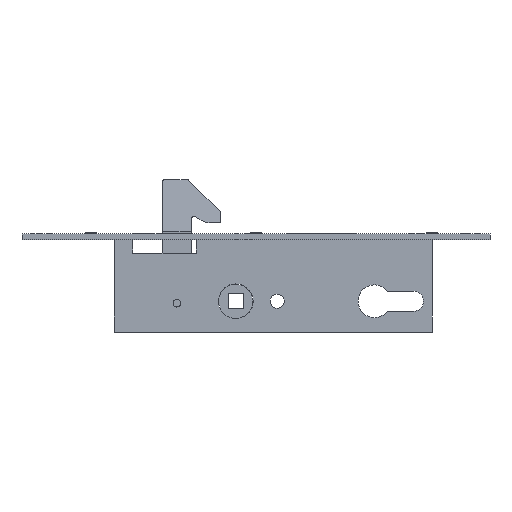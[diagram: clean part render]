
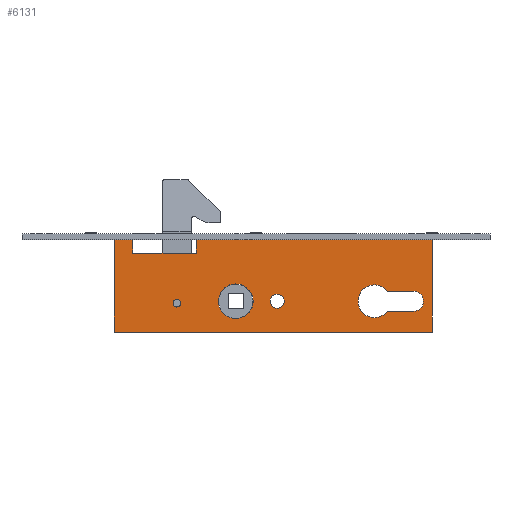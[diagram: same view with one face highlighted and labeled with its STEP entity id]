
A CAD part, left-side view. The second image highlights one B-rep face of the part: STEP entity #6131.
In plain terms, the highlighted planar face has unit normal (-1, 0, 0).
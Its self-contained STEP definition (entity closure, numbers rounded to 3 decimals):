
#44 = AXIS2_PLACEMENT_3D ( 'NONE', #3935, #6949, #1074 ) ;
#64 = AXIS2_PLACEMENT_3D ( 'NONE', #8607, #4567, #9596 ) ;
#204 = EDGE_CURVE ( 'NONE', #6002, #9366, #8991, .T. ) ;
#246 = CARTESIAN_POINT ( 'NONE',  ( -7.25, 195., -37.25 ) ) ;
#266 = CARTESIAN_POINT ( 'NONE',  ( -7.25, 195., -48. ) ) ;
#325 = VERTEX_POINT ( 'NONE', #6034 ) ;
#374 = VECTOR ( 'NONE', #3079, 1000. ) ;
#461 = LINE ( 'NONE', #10387, #1095 ) ;
#644 = DIRECTION ( 'NONE',  ( 0., 1., 0. ) ) ;
#757 = ORIENTED_EDGE ( 'NONE', *, *, #12585, .T. ) ;
#913 = CIRCLE ( 'NONE', #4629, 8.5 ) ;
#984 = EDGE_CURVE ( 'NONE', #3305, #9804, #11756, .T. ) ;
#1002 = ORIENTED_EDGE ( 'NONE', *, *, #6358, .T. ) ;
#1008 = CARTESIAN_POINT ( 'NONE',  ( -7.25, 195., -48. ) ) ;
#1031 = ORIENTED_EDGE ( 'NONE', *, *, #1352, .F. ) ;
#1074 = DIRECTION ( 'NONE',  ( 0., 1., 0. ) ) ;
#1095 = VECTOR ( 'NONE', #5574, 1000. ) ;
#1211 = VERTEX_POINT ( 'NONE', #8776 ) ;
#1244 = LINE ( 'NONE', #1548, #11411 ) ;
#1352 = EDGE_CURVE ( 'NONE', #2633, #5066, #12684, .T. ) ;
#1548 = CARTESIAN_POINT ( 'NONE',  ( -7.25, 195., 0. ) ) ;
#1610 = EDGE_CURVE ( 'NONE', #9804, #6669, #10043, .T. ) ;
#1655 = ORIENTED_EDGE ( 'NONE', *, *, #3767, .T. ) ;
#1658 = EDGE_LOOP ( 'NONE', ( #757, #7565, #6142, #7255 ) ) ;
#1751 = DIRECTION ( 'NONE',  ( 0., 1., 0. ) ) ;
#1975 = DIRECTION ( 'NONE',  ( 0., 1., 0. ) ) ;
#2020 = EDGE_CURVE ( 'NONE', #4118, #1211, #8042, .T. ) ;
#2045 = VECTOR ( 'NONE', #4720, 1000. ) ;
#2089 = VERTEX_POINT ( 'NONE', #5878 ) ;
#2201 = AXIS2_PLACEMENT_3D ( 'NONE', #3121, #6136, #5053 ) ;
#2405 = EDGE_CURVE ( 'NONE', #9366, #8727, #461, .T. ) ;
#2459 = CARTESIAN_POINT ( 'NONE',  ( -7.25, 39.75, -26.75 ) ) ;
#2555 = EDGE_LOOP ( 'NONE', ( #3568 ) ) ;
#2633 = VERTEX_POINT ( 'NONE', #1008 ) ;
#2792 = CARTESIAN_POINT ( 'NONE',  ( -7.25, 30., -48. ) ) ;
#2875 = LINE ( 'NONE', #246, #374 ) ;
#3079 = DIRECTION ( 'NONE',  ( 0., 1., 0. ) ) ;
#3082 = VECTOR ( 'NONE', #7830, 1000. ) ;
#3121 = CARTESIAN_POINT ( 'NONE',  ( -7.25, 132., -32. ) ) ;
#3141 = ORIENTED_EDGE ( 'NONE', *, *, #8087, .F. ) ;
#3220 = CARTESIAN_POINT ( 'NONE',  ( -7.25, 195., 0. ) ) ;
#3277 = DIRECTION ( 'NONE',  ( 0., 1., 0. ) ) ;
#3305 = VERTEX_POINT ( 'NONE', #2792 ) ;
#3308 = VECTOR ( 'NONE', #12410, 1000. ) ;
#3377 = FACE_BOUND ( 'NONE', #7053, .T. ) ;
#3567 = EDGE_CURVE ( 'NONE', #2089, #325, #913, .T. ) ;
#3568 = ORIENTED_EDGE ( 'NONE', *, *, #11137, .T. ) ;
#3621 = PLANE ( 'NONE',  #64 ) ;
#3767 = EDGE_CURVE ( 'NONE', #8727, #5066, #1244, .T. ) ;
#3823 = AXIS2_PLACEMENT_3D ( 'NONE', #7611, #9553, #6623 ) ;
#3935 = CARTESIAN_POINT ( 'NONE',  ( -7.25, 39.75, -32. ) ) ;
#3978 = FACE_BOUND ( 'NONE', #2555, .T. ) ;
#4118 = VERTEX_POINT ( 'NONE', #2459 ) ;
#4314 = CIRCLE ( 'NONE', #2201, 9. ) ;
#4328 = ORIENTED_EDGE ( 'NONE', *, *, #984, .T. ) ;
#4567 = DIRECTION ( 'NONE',  ( 1., 0., 0. ) ) ;
#4629 = AXIS2_PLACEMENT_3D ( 'NONE', #9882, #9796, #1975 ) ;
#4720 = DIRECTION ( 'NONE',  ( 0., 0., 1. ) ) ;
#4833 = EDGE_LOOP ( 'NONE', ( #7325 ) ) ;
#4866 = LINE ( 'NONE', #266, #10554 ) ;
#4921 = CIRCLE ( 'NONE', #3823, 2. ) ;
#5053 = DIRECTION ( 'NONE',  ( 0., 1., 0. ) ) ;
#5066 = VERTEX_POINT ( 'NONE', #6665 ) ;
#5439 = EDGE_CURVE ( 'NONE', #6669, #6002, #6752, .T. ) ;
#5547 = CARTESIAN_POINT ( 'NONE',  ( -7.25, 195., -26.75 ) ) ;
#5560 = DIRECTION ( 'NONE',  ( 0., 0., 1. ) ) ;
#5574 = DIRECTION ( 'NONE',  ( 0., 0., 1. ) ) ;
#5710 = CARTESIAN_POINT ( 'NONE',  ( -7.25, 195., -48. ) ) ;
#5774 = ORIENTED_EDGE ( 'NONE', *, *, #204, .T. ) ;
#5878 = CARTESIAN_POINT ( 'NONE',  ( -7.25, 53.315, -37.25 ) ) ;
#6002 = VERTEX_POINT ( 'NONE', #6667 ) ;
#6027 = CARTESIAN_POINT ( 'NONE',  ( -7.25, 152.5, 0. ) ) ;
#6034 = CARTESIAN_POINT ( 'NONE',  ( -7.25, 53.315, -26.75 ) ) ;
#6131 = ADVANCED_FACE ( 'NONE', ( #3978, #8146, #12469, #3377, #11373 ), #3621, .F. ) ;
#6136 = DIRECTION ( 'NONE',  ( 1., 0., 0. ) ) ;
#6142 = ORIENTED_EDGE ( 'NONE', *, *, #9613, .T. ) ;
#6221 = VECTOR ( 'NONE', #5560, 1000. ) ;
#6358 = EDGE_CURVE ( 'NONE', #9678, #9678, #6889, .T. ) ;
#6407 = CARTESIAN_POINT ( 'NONE',  ( -7.25, 110.5, -32. ) ) ;
#6476 = CARTESIAN_POINT ( 'NONE',  ( -7.25, 30., 0. ) ) ;
#6623 = DIRECTION ( 'NONE',  ( 0., 1., 0. ) ) ;
#6665 = CARTESIAN_POINT ( 'NONE',  ( -7.25, 195., 0. ) ) ;
#6667 = CARTESIAN_POINT ( 'NONE',  ( -7.25, 152.5, -7. ) ) ;
#6669 = VERTEX_POINT ( 'NONE', #6027 ) ;
#6670 = EDGE_LOOP ( 'NONE', ( #10049, #1655, #1031, #3141, #4328, #10956, #11576, #5774 ) ) ;
#6752 = LINE ( 'NONE', #7031, #9986 ) ;
#6763 = CARTESIAN_POINT ( 'NONE',  ( -7.25, 141., -32. ) ) ;
#6863 = DIRECTION ( 'NONE',  ( 0., 0., -1. ) ) ;
#6889 = CIRCLE ( 'NONE', #11140, 3.7 ) ;
#6949 = DIRECTION ( 'NONE',  ( 1., 0., 0. ) ) ;
#7031 = CARTESIAN_POINT ( 'NONE',  ( -7.25, 152.5, -7. ) ) ;
#7053 = EDGE_LOOP ( 'NONE', ( #1002 ) ) ;
#7255 = ORIENTED_EDGE ( 'NONE', *, *, #3567, .T. ) ;
#7325 = ORIENTED_EDGE ( 'NONE', *, *, #11859, .T. ) ;
#7565 = ORIENTED_EDGE ( 'NONE', *, *, #2020, .T. ) ;
#7611 = CARTESIAN_POINT ( 'NONE',  ( -7.25, 162.55, -33. ) ) ;
#7830 = DIRECTION ( 'NONE',  ( 0., -1., 0. ) ) ;
#8042 = CIRCLE ( 'NONE', #44, 5.25 ) ;
#8087 = EDGE_CURVE ( 'NONE', #3305, #2633, #4866, .T. ) ;
#8146 = FACE_BOUND ( 'NONE', #1658, .T. ) ;
#8550 = CARTESIAN_POINT ( 'NONE',  ( -7.25, 185.5, -7. ) ) ;
#8607 = CARTESIAN_POINT ( 'NONE',  ( -7.25, 195., -48. ) ) ;
#8727 = VERTEX_POINT ( 'NONE', #10112 ) ;
#8776 = CARTESIAN_POINT ( 'NONE',  ( -7.25, 39.75, -37.25 ) ) ;
#8991 = LINE ( 'NONE', #11362, #3308 ) ;
#9366 = VERTEX_POINT ( 'NONE', #8550 ) ;
#9542 = VERTEX_POINT ( 'NONE', #11755 ) ;
#9553 = DIRECTION ( 'NONE',  ( 1., 0., 0. ) ) ;
#9596 = DIRECTION ( 'NONE',  ( 0., 1., 0. ) ) ;
#9613 = EDGE_CURVE ( 'NONE', #1211, #2089, #2875, .T. ) ;
#9678 = VERTEX_POINT ( 'NONE', #10267 ) ;
#9796 = DIRECTION ( 'NONE',  ( 1., 0., 0. ) ) ;
#9804 = VERTEX_POINT ( 'NONE', #6476 ) ;
#9882 = CARTESIAN_POINT ( 'NONE',  ( -7.25, 60., -32. ) ) ;
#9986 = VECTOR ( 'NONE', #6863, 1000. ) ;
#10000 = LINE ( 'NONE', #5547, #3082 ) ;
#10043 = LINE ( 'NONE', #3220, #12066 ) ;
#10049 = ORIENTED_EDGE ( 'NONE', *, *, #2405, .T. ) ;
#10093 = DIRECTION ( 'NONE',  ( 0., 1., 0. ) ) ;
#10112 = CARTESIAN_POINT ( 'NONE',  ( -7.25, 185.5, 0. ) ) ;
#10267 = CARTESIAN_POINT ( 'NONE',  ( -7.25, 114.2, -32. ) ) ;
#10387 = CARTESIAN_POINT ( 'NONE',  ( -7.25, 185.5, 0. ) ) ;
#10543 = CARTESIAN_POINT ( 'NONE',  ( -7.25, 30., -48. ) ) ;
#10554 = VECTOR ( 'NONE', #3277, 1000. ) ;
#10956 = ORIENTED_EDGE ( 'NONE', *, *, #1610, .T. ) ;
#11137 = EDGE_CURVE ( 'NONE', #9542, #9542, #4921, .T. ) ;
#11140 = AXIS2_PLACEMENT_3D ( 'NONE', #6407, #12389, #644 ) ;
#11362 = CARTESIAN_POINT ( 'NONE',  ( -7.25, 185.5, -7. ) ) ;
#11373 = FACE_OUTER_BOUND ( 'NONE', #6670, .T. ) ;
#11411 = VECTOR ( 'NONE', #1751, 1000. ) ;
#11576 = ORIENTED_EDGE ( 'NONE', *, *, #5439, .T. ) ;
#11755 = CARTESIAN_POINT ( 'NONE',  ( -7.25, 164.55, -33. ) ) ;
#11756 = LINE ( 'NONE', #10543, #6221 ) ;
#11859 = EDGE_CURVE ( 'NONE', #12789, #12789, #4314, .T. ) ;
#12066 = VECTOR ( 'NONE', #10093, 1000. ) ;
#12389 = DIRECTION ( 'NONE',  ( 1., 0., 0. ) ) ;
#12410 = DIRECTION ( 'NONE',  ( 0., 1., 0. ) ) ;
#12469 = FACE_BOUND ( 'NONE', #4833, .T. ) ;
#12585 = EDGE_CURVE ( 'NONE', #325, #4118, #10000, .T. ) ;
#12684 = LINE ( 'NONE', #5710, #2045 ) ;
#12789 = VERTEX_POINT ( 'NONE', #6763 ) ;
